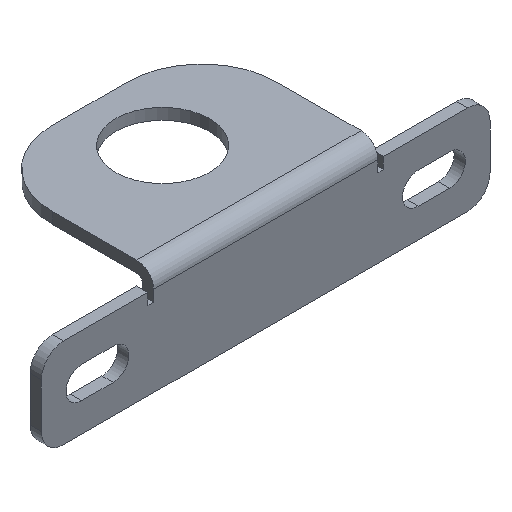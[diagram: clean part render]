
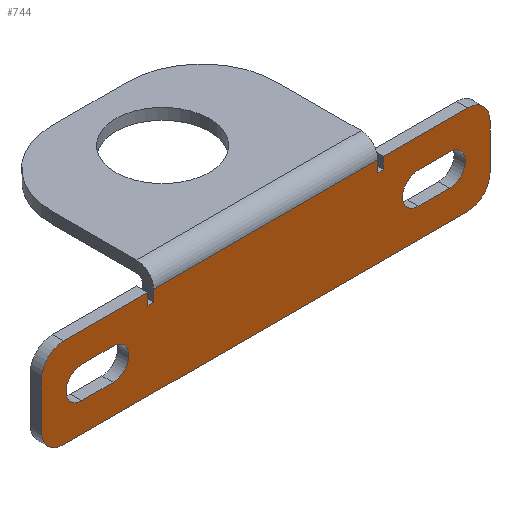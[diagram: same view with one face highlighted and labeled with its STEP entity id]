
A CAD part, isometric view. The second image highlights one B-rep face of the part: STEP entity #744.
In plain terms, the highlighted planar face has unit normal (0, -1, 0).
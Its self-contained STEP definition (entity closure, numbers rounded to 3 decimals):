
#193=CARTESIAN_POINT('',(15.,0.,-0.));
#194=VERTEX_POINT('',#193);
#202=CARTESIAN_POINT('',(15.,0.,-1.5));
#203=VERTEX_POINT('',#202);
#204=CARTESIAN_POINT('',(15.,0.,14.831));
#205=DIRECTION('',(0.,0.,1.));
#206=VECTOR('',#205,15.);
#207=LINE('',#204,#206);
#208=EDGE_CURVE('',#203,#194,#207,.T.);
#339=CARTESIAN_POINT('',(-15.,0.,0.));
#340=VERTEX_POINT('',#339);
#341=CARTESIAN_POINT('',(120.,0.,-0.));
#342=DIRECTION('',(1.,0.,-0.));
#343=VECTOR('',#342,300.);
#344=LINE('',#341,#343);
#345=EDGE_CURVE('',#340,#194,#344,.T.);
#373=CARTESIAN_POINT('',(15.75,0.,-1.5));
#374=VERTEX_POINT('',#373);
#375=CARTESIAN_POINT('',(88.313,0.,-1.5));
#376=DIRECTION('',(-1.,0.,0.));
#377=VECTOR('',#376,7.5);
#378=LINE('',#375,#377);
#379=EDGE_CURVE('',#374,#203,#378,.T.);
#404=CARTESIAN_POINT('',(15.75,0.,-0.));
#405=VERTEX_POINT('',#404);
#406=CARTESIAN_POINT('',(15.75,0.,29.831));
#407=DIRECTION('',(0.,0.,-1.));
#408=VECTOR('',#407,15.);
#409=LINE('',#406,#408);
#410=EDGE_CURVE('',#405,#374,#409,.T.);
#436=CARTESIAN_POINT('',(-15.75,0.,0.));
#437=VERTEX_POINT('',#436);
#444=CARTESIAN_POINT('',(-15.75,0.,-1.5));
#445=VERTEX_POINT('',#444);
#446=CARTESIAN_POINT('',(-15.75,0.,14.831));
#447=DIRECTION('',(0.,0.,1.));
#448=VECTOR('',#447,15.);
#449=LINE('',#446,#448);
#450=EDGE_CURVE('',#445,#437,#449,.T.);
#475=CARTESIAN_POINT('',(-15.,0.,-1.5));
#476=VERTEX_POINT('',#475);
#477=CARTESIAN_POINT('',(-80.813,0.,-1.5));
#478=DIRECTION('',(-1.,0.,0.));
#479=VECTOR('',#478,7.5);
#480=LINE('',#477,#479);
#481=EDGE_CURVE('',#476,#445,#480,.T.);
#507=CARTESIAN_POINT('',(-15.,0.,29.831));
#508=DIRECTION('',(0.,0.,-1.));
#509=VECTOR('',#508,15.);
#510=LINE('',#507,#509);
#511=EDGE_CURVE('',#340,#476,#510,.T.);
#532=CARTESIAN_POINT('',(-27.,0.,0.));
#533=VERTEX_POINT('',#532);
#540=CARTESIAN_POINT('',(-0.,0.,0.));
#541=DIRECTION('',(1.,0.,-0.));
#542=VECTOR('',#541,112.5);
#543=LINE('',#540,#542);
#544=EDGE_CURVE('',#533,#437,#543,.T.);
#555=CARTESIAN_POINT('',(27.,0.,-0.));
#556=VERTEX_POINT('',#555);
#557=CARTESIAN_POINT('',(427.5,0.,-0.));
#558=DIRECTION('',(1.,0.,-0.));
#559=VECTOR('',#558,112.5);
#560=LINE('',#557,#559);
#561=EDGE_CURVE('',#405,#556,#560,.T.);
#580=CARTESIAN_POINT('',(-0.,0.,-5.879));
#581=DIRECTION('',(0.,1.,0.));
#582=DIRECTION('',(0.,0.,1.));
#583=AXIS2_PLACEMENT_3D('',#580,#581,#582);
#584=PLANE('',#583);
#585=ORIENTED_EDGE('',*,*,#410,.T.);
#586=ORIENTED_EDGE('',*,*,#379,.T.);
#587=ORIENTED_EDGE('',*,*,#208,.T.);
#588=ORIENTED_EDGE('',*,*,#345,.F.);
#589=ORIENTED_EDGE('',*,*,#511,.T.);
#590=ORIENTED_EDGE('',*,*,#481,.T.);
#591=ORIENTED_EDGE('',*,*,#450,.T.);
#592=ORIENTED_EDGE('',*,*,#544,.F.);
#593=CARTESIAN_POINT('',(-30.,0.,-3.));
#594=VERTEX_POINT('',#593);
#595=CARTESIAN_POINT('',(-27.,0.,-3.));
#596=DIRECTION('',(0.,1.,0.));
#597=DIRECTION('',(-0.707,0.,0.707));
#598=AXIS2_PLACEMENT_3D('',#595,#596,#597);
#599=CIRCLE('',#598,3.);
#600=EDGE_CURVE('',#594,#533,#599,.T.);
#601=ORIENTED_EDGE('',*,*,#600,.F.);
#602=CARTESIAN_POINT('',(-30.,0.,-9.));
#603=VERTEX_POINT('',#602);
#604=CARTESIAN_POINT('',(-30.,0.,-9.));
#605=DIRECTION('',(0.,0.,1.));
#606=VECTOR('',#605,60.);
#607=LINE('',#604,#606);
#608=EDGE_CURVE('',#603,#594,#607,.T.);
#609=ORIENTED_EDGE('',*,*,#608,.F.);
#610=CARTESIAN_POINT('',(-27.,0.,-12.));
#611=VERTEX_POINT('',#610);
#612=CARTESIAN_POINT('',(-27.,0.,-9.));
#613=DIRECTION('',(-0.,1.,0.));
#614=DIRECTION('',(1.,0.,0.));
#615=AXIS2_PLACEMENT_3D('',#612,#613,#614);
#616=CIRCLE('',#615,3.);
#617=EDGE_CURVE('',#611,#603,#616,.T.);
#618=ORIENTED_EDGE('',*,*,#617,.F.);
#619=CARTESIAN_POINT('',(27.,0.,-12.));
#620=VERTEX_POINT('',#619);
#621=CARTESIAN_POINT('',(27.,0.,-12.));
#622=DIRECTION('',(-1.,0.,0.));
#623=VECTOR('',#622,540.);
#624=LINE('',#621,#623);
#625=EDGE_CURVE('',#620,#611,#624,.T.);
#626=ORIENTED_EDGE('',*,*,#625,.F.);
#627=CARTESIAN_POINT('',(30.,0.,-9.));
#628=VERTEX_POINT('',#627);
#629=CARTESIAN_POINT('',(27.,0.,-9.));
#630=DIRECTION('',(-0.,1.,0.));
#631=DIRECTION('',(1.,0.,0.));
#632=AXIS2_PLACEMENT_3D('',#629,#630,#631);
#633=CIRCLE('',#632,3.);
#634=EDGE_CURVE('',#628,#620,#633,.T.);
#635=ORIENTED_EDGE('',*,*,#634,.F.);
#636=CARTESIAN_POINT('',(30.,0.,-3.));
#637=VERTEX_POINT('',#636);
#638=CARTESIAN_POINT('',(30.,0.,-30.));
#639=DIRECTION('',(0.,0.,-1.));
#640=VECTOR('',#639,60.);
#641=LINE('',#638,#640);
#642=EDGE_CURVE('',#637,#628,#641,.T.);
#643=ORIENTED_EDGE('',*,*,#642,.F.);
#644=CARTESIAN_POINT('',(27.,0.,-3.));
#645=DIRECTION('',(-0.,1.,0.));
#646=DIRECTION('',(0.707,0.,0.707));
#647=AXIS2_PLACEMENT_3D('',#644,#645,#646);
#648=CIRCLE('',#647,3.);
#649=EDGE_CURVE('',#556,#637,#648,.T.);
#650=ORIENTED_EDGE('',*,*,#649,.F.);
#651=ORIENTED_EDGE('',*,*,#561,.F.);
#652=EDGE_LOOP('',(#585,#586,#587,#588,#589,#590,#591,#592,#601,#609,#618,#626,#635,#643,#650,#651));
#653=FACE_BOUND('',#652,.T.);
#654=CARTESIAN_POINT('',(-24.6,0.,-8.1));
#655=VERTEX_POINT('',#654);
#656=CARTESIAN_POINT('',(-20.4,0.,-8.1));
#657=VERTEX_POINT('',#656);
#658=CARTESIAN_POINT('',(-24.6,0.,-8.1));
#659=DIRECTION('',(1.,0.,-0.));
#660=VECTOR('',#659,42.);
#661=LINE('',#658,#660);
#662=EDGE_CURVE('',#655,#657,#661,.T.);
#663=ORIENTED_EDGE('',*,*,#662,.F.);
#664=CARTESIAN_POINT('',(-26.7,0.,-6.));
#665=VERTEX_POINT('',#664);
#666=CARTESIAN_POINT('',(-24.6,0.,-6.));
#667=DIRECTION('',(-0.,1.,0.));
#668=DIRECTION('',(1.,0.,0.));
#669=AXIS2_PLACEMENT_3D('',#666,#667,#668);
#670=CIRCLE('',#669,2.1);
#671=EDGE_CURVE('',#655,#665,#670,.T.);
#672=ORIENTED_EDGE('',*,*,#671,.T.);
#673=CARTESIAN_POINT('',(-24.6,0.,-3.9));
#674=VERTEX_POINT('',#673);
#675=CARTESIAN_POINT('',(-24.6,0.,-6.));
#676=DIRECTION('',(-0.,1.,0.));
#677=DIRECTION('',(1.,0.,0.));
#678=AXIS2_PLACEMENT_3D('',#675,#676,#677);
#679=CIRCLE('',#678,2.1);
#680=EDGE_CURVE('',#665,#674,#679,.T.);
#681=ORIENTED_EDGE('',*,*,#680,.T.);
#682=CARTESIAN_POINT('',(-20.4,0.,-3.9));
#683=VERTEX_POINT('',#682);
#684=CARTESIAN_POINT('',(-20.4,0.,-3.9));
#685=DIRECTION('',(-1.,0.,0.));
#686=VECTOR('',#685,42.);
#687=LINE('',#684,#686);
#688=EDGE_CURVE('',#683,#674,#687,.T.);
#689=ORIENTED_EDGE('',*,*,#688,.F.);
#690=CARTESIAN_POINT('',(-20.4,0.,-6.));
#691=DIRECTION('',(-0.,1.,0.));
#692=DIRECTION('',(1.,0.,0.));
#693=AXIS2_PLACEMENT_3D('',#690,#691,#692);
#694=CIRCLE('',#693,2.1);
#695=EDGE_CURVE('',#683,#657,#694,.T.);
#696=ORIENTED_EDGE('',*,*,#695,.T.);
#697=EDGE_LOOP('',(#663,#672,#681,#689,#696));
#698=FACE_BOUND('',#697,.T.);
#699=CARTESIAN_POINT('',(20.4,0.,-8.1));
#700=VERTEX_POINT('',#699);
#701=CARTESIAN_POINT('',(24.6,0.,-8.1));
#702=VERTEX_POINT('',#701);
#703=CARTESIAN_POINT('',(20.4,0.,-8.1));
#704=DIRECTION('',(1.,0.,-0.));
#705=VECTOR('',#704,42.);
#706=LINE('',#703,#705);
#707=EDGE_CURVE('',#700,#702,#706,.T.);
#708=ORIENTED_EDGE('',*,*,#707,.F.);
#709=CARTESIAN_POINT('',(18.3,0.,-6.));
#710=VERTEX_POINT('',#709);
#711=CARTESIAN_POINT('',(20.4,0.,-6.));
#712=DIRECTION('',(-0.,1.,0.));
#713=DIRECTION('',(1.,0.,0.));
#714=AXIS2_PLACEMENT_3D('',#711,#712,#713);
#715=CIRCLE('',#714,2.1);
#716=EDGE_CURVE('',#700,#710,#715,.T.);
#717=ORIENTED_EDGE('',*,*,#716,.T.);
#718=CARTESIAN_POINT('',(20.4,0.,-3.9));
#719=VERTEX_POINT('',#718);
#720=CARTESIAN_POINT('',(20.4,0.,-6.));
#721=DIRECTION('',(-0.,1.,0.));
#722=DIRECTION('',(1.,0.,0.));
#723=AXIS2_PLACEMENT_3D('',#720,#721,#722);
#724=CIRCLE('',#723,2.1);
#725=EDGE_CURVE('',#710,#719,#724,.T.);
#726=ORIENTED_EDGE('',*,*,#725,.T.);
#727=CARTESIAN_POINT('',(24.6,0.,-3.9));
#728=VERTEX_POINT('',#727);
#729=CARTESIAN_POINT('',(24.6,0.,-3.9));
#730=DIRECTION('',(-1.,0.,0.));
#731=VECTOR('',#730,42.);
#732=LINE('',#729,#731);
#733=EDGE_CURVE('',#728,#719,#732,.T.);
#734=ORIENTED_EDGE('',*,*,#733,.F.);
#735=CARTESIAN_POINT('',(24.6,0.,-6.));
#736=DIRECTION('',(-0.,1.,0.));
#737=DIRECTION('',(1.,0.,0.));
#738=AXIS2_PLACEMENT_3D('',#735,#736,#737);
#739=CIRCLE('',#738,2.1);
#740=EDGE_CURVE('',#728,#702,#739,.T.);
#741=ORIENTED_EDGE('',*,*,#740,.T.);
#742=EDGE_LOOP('',(#708,#717,#726,#734,#741));
#743=FACE_BOUND('',#742,.T.);
#744=ADVANCED_FACE('',(#653,#698,#743),#584,.F.);
